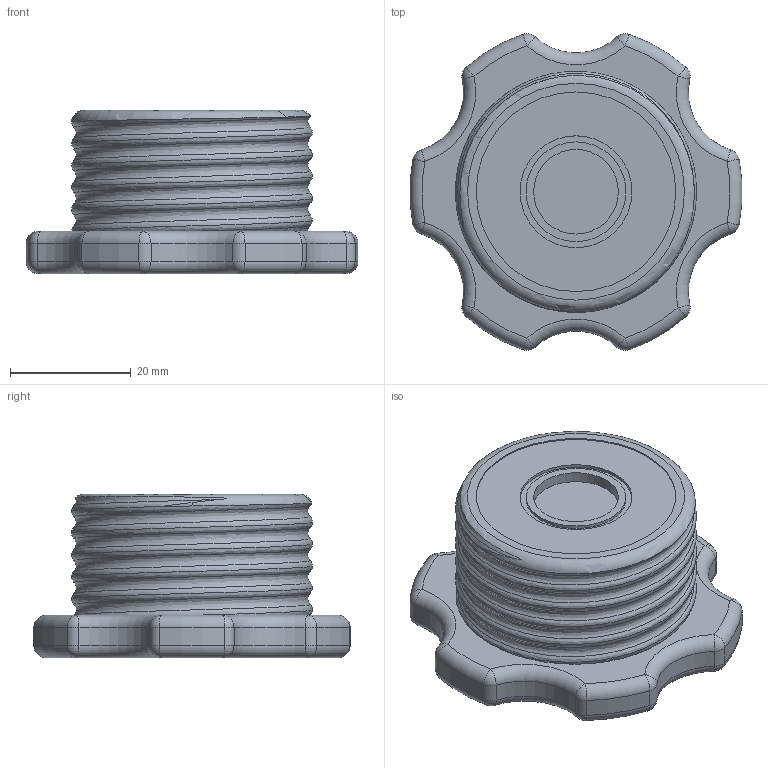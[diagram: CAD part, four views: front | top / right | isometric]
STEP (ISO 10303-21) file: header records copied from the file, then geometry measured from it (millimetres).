
FILE_DESCRIPTION(/* description */ (''),/* implementation_level */ '2;1');
FILE_NAME(/* name */ 'decef076-6cc6-4d74-9371-889bbf2e6021.stp',/* time_stamp */ '2020-07-05T00:51:28+00:00',/* author */ (''),/* organization */ (''),/* preprocessor_version */ 'ST-DEVELOPER v18.1',/* originating_system */ 'Autodesk Translation Framework v9.3.0.1241',/* authorisation */ '');
FILE_SCHEMA (('AUTOMOTIVE_DESIGN { 1 0 10303 214 3 1 1 }'));
Length unit declared in the file: millimetre
Products named in the file (4): FullyPrintedValve; Valve Body; Diaphragm; Inlet
Assembly tree (3 placements, depth 2):
  FullyPrintedValve
    Valve Body
    Diaphragm
    Inlet
Bounding box: 54.88 x 52.34 x 27 mm (x, y, z)
Volume: 28533.4 mm3; surface area: 14528.4 mm2
Topology: 3 solids, 3 shells, 155 faces, 359 edges, 207 vertices
Faces by surface type: cylinder 71, sphere 29, torus 26, plane 16, bspline 7, cone 6
Full cylindrical faces by diameter (mm): 2 x24, 6 x8, 14 x2, 16.5 x1, 18.5 x1, 21 x1, 29.5 x1, 30 x1, 31 x1, 33 x2, 39.046 x4
Entity records: 12046 total; most frequent: CARTESIAN_POINT 8302, DIRECTION 842, ORIENTED_EDGE 700, AXIS2_PLACEMENT_3D 384, EDGE_CURVE 350, CIRCLE 229, EDGE_LOOP 211, VERTEX_POINT 207
